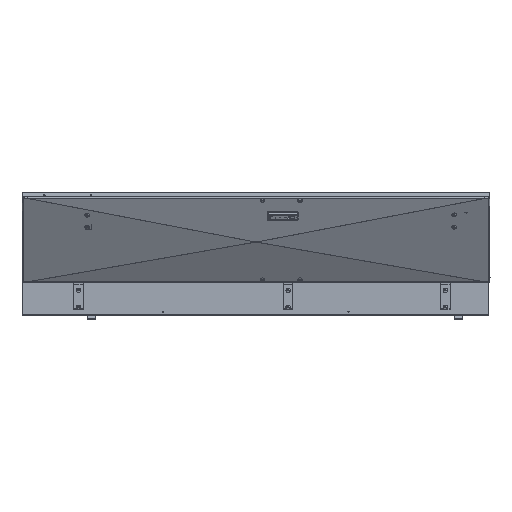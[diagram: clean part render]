
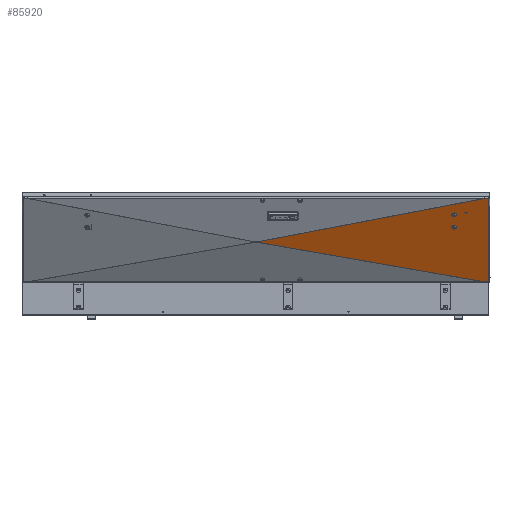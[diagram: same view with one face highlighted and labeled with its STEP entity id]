
A CAD part, left-side view. The second image highlights one B-rep face of the part: STEP entity #85920.
In plain terms, the highlighted planar face has unit normal (-0.865, -0.016, -0.502).
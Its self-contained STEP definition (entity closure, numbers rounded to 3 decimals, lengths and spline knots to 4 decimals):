
#6979 = DIRECTION ( 'NONE',  ( 0.014, -1., 0.008 ) ) ;
#7938 = VECTOR ( 'NONE', #166389, 1. ) ;
#19251 = CARTESIAN_POINT ( 'NONE',  ( -0.5988, 1.2442, 0.4371 ) ) ;
#19693 = VERTEX_POINT ( 'NONE', #164376 ) ;
#25414 = DIRECTION ( 'NONE',  ( 0.014, -1., 0.008 ) ) ;
#34033 = CARTESIAN_POINT ( 'NONE',  ( -0.4696, 1.2441, 0.2144 ) ) ;
#36126 = VERTEX_POINT ( 'NONE', #125950 ) ;
#40062 = VECTOR ( 'NONE', #184797, 1. ) ;
#46757 = ORIENTED_EDGE ( 'NONE', *, *, #138650, .T. ) ;
#46851 = CARTESIAN_POINT ( 'NONE',  ( -0.5812, 0., 0.4475 ) ) ;
#52266 = ORIENTED_EDGE ( 'NONE', *, *, #63957, .T. ) ;
#57187 = CARTESIAN_POINT ( 'NONE',  ( -0.3403, 1.2441, -0.0083 ) ) ;
#63957 = EDGE_CURVE ( 'NONE', #36126, #84005, #117878, .T. ) ;
#66279 = EDGE_CURVE ( 'NONE', #84005, #157390, #183849, .T. ) ;
#84005 = VERTEX_POINT ( 'NONE', #177989 ) ;
#85673 = VECTOR ( 'NONE', #139751, 1. ) ;
#85920 = ADVANCED_FACE ( 'NONE', ( #123678 ), #180576, .F. ) ;
#87249 = DIRECTION ( 'NONE',  ( 0.09, 0.978, -0.187 ) ) ;
#87545 = EDGE_CURVE ( 'NONE', #188364, #36126, #154733, .T. ) ;
#89344 = ORIENTED_EDGE ( 'NONE', *, *, #66279, .T. ) ;
#94938 = CARTESIAN_POINT ( 'NONE',  ( -0.3229, 0.0203, 0.0017 ) ) ;
#117878 = LINE ( 'NONE', #57187, #128772 ) ;
#118731 = AXIS2_PLACEMENT_3D ( 'NONE', #34033, #151691, #6979 ) ;
#123678 = FACE_OUTER_BOUND ( 'NONE', #175332, .T. ) ;
#125950 = CARTESIAN_POINT ( 'NONE',  ( -0.323, 0.0214, 0.0019 ) ) ;
#128772 = VECTOR ( 'NONE', #25414, 1. ) ;
#129309 = ORIENTED_EDGE ( 'NONE', *, *, #87545, .T. ) ;
#135469 = CARTESIAN_POINT ( 'NONE',  ( -0.4694, 1.2441, 0.2142 ) ) ;
#138650 = EDGE_CURVE ( 'NONE', #157390, #19693, #152316, .T. ) ;
#139751 = DIRECTION ( 'NONE',  ( -0.014, 1., -0.008 ) ) ;
#142412 = CARTESIAN_POINT ( 'NONE',  ( -0.4519, 0., 0.2248 ) ) ;
#151691 = DIRECTION ( 'NONE',  ( 0.865, 0.016, 0.502 ) ) ;
#152316 = LINE ( 'NONE', #19251, #85673 ) ;
#154733 = LINE ( 'NONE', #94938, #7938 ) ;
#157390 = VERTEX_POINT ( 'NONE', #46851 ) ;
#162479 = LINE ( 'NONE', #135469, #186196 ) ;
#164376 = CARTESIAN_POINT ( 'NONE',  ( -0.5815, 0.0214, 0.4473 ) ) ;
#166389 = DIRECTION ( 'NONE',  ( 0.117, -0.978, -0.17 ) ) ;
#172644 = EDGE_CURVE ( 'NONE', #19693, #188364, #162479, .T. ) ;
#175332 = EDGE_LOOP ( 'NONE', ( #52266, #89344, #46757, #182049, #129309 ) ) ;
#177989 = CARTESIAN_POINT ( 'NONE',  ( -0.3227, 0., 0.002 ) ) ;
#179715 = CARTESIAN_POINT ( 'NONE',  ( -0.4695, 1.243, 0.2144 ) ) ;
#180576 = PLANE ( 'NONE',  #118731 ) ;
#182049 = ORIENTED_EDGE ( 'NONE', *, *, #172644, .T. ) ;
#183849 = LINE ( 'NONE', #142412, #40062 ) ;
#184797 = DIRECTION ( 'NONE',  ( -0.502, 0., 0.865 ) ) ;
#186196 = VECTOR ( 'NONE', #87249, 1. ) ;
#188364 = VERTEX_POINT ( 'NONE', #179715 ) ;
